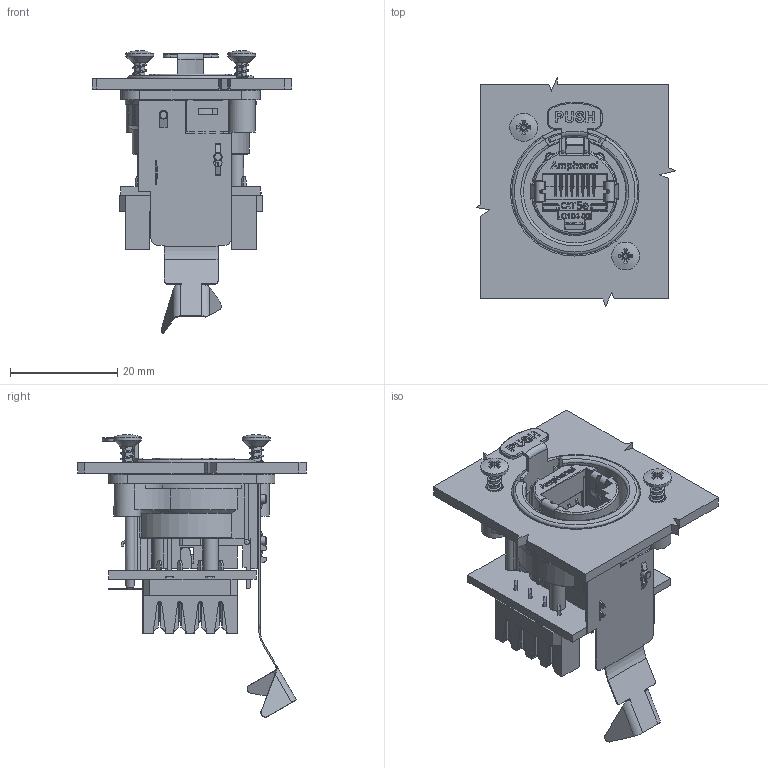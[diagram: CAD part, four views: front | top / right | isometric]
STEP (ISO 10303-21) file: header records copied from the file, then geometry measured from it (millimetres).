
FILE_DESCRIPTION(/* description */ (''),/* implementation_level */ '2;1');
FILE_NAME(/* name */ 'XLRnet D shell punch down Krone CAT6.stp',/* time_stamp */ '2024-10-29T09:37:42+11:00',/* author */ ('justin'),/* organization */ (''),/* preprocessor_version */ 'ST-DEVELOPER v18.1',/* originating_system */ 'Autodesk Inventor 2022',/* authorisation */ '');
FILE_SCHEMA (('AUTOMOTIVE_DESIGN { 1 0 10303 214 3 1 1 }'));
Products named in the file (1): XLRnet D shell punch down Krone CAT6
Bounding box: 37.19 x 42.67 x 52.68 mm (x, y, z)
Volume: 9387.2 mm3; surface area: 17238.1 mm2
Topology: 1 solids, 11 shells, 3803 faces, 10561 edges, 6810 vertices
Faces by surface type: plane 2255, bspline 818, cylinder 578, cone 87, torus 54, sphere 11
Full cylindrical faces by diameter (mm): 0.8 x8, 1.2 x1, 1.5 x2, 1.55 x4, 1.7 x4, 2.5 x2, 2.9 x2, 3.2 x2, 3.4 x2, 5 x1, 5.2 x2, 24 x1
Entity records: 174522 total; most frequent: CARTESIAN_POINT 80278, ORIENTED_EDGE 21098, DIRECTION 15513, EDGE_CURVE 10549, LINE 6989, VECTOR 6989, VERTEX_POINT 6808, AXIS2_PLACEMENT_3D 4262
